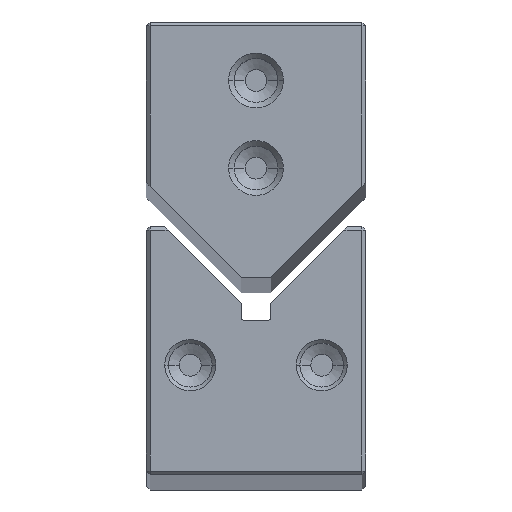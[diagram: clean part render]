
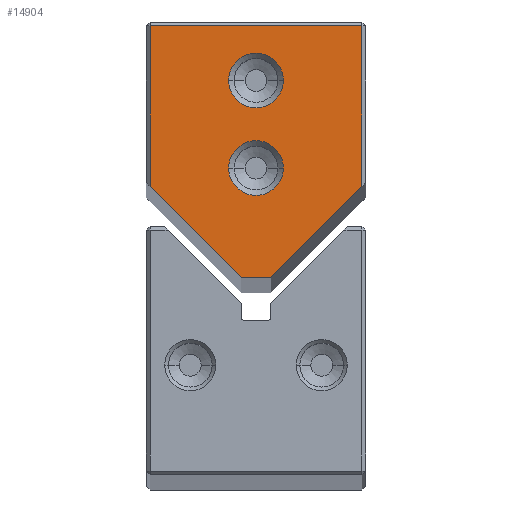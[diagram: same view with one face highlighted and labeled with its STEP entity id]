
A CAD part, top view. The second image highlights one B-rep face of the part: STEP entity #14904.
In plain terms, the highlighted planar face has unit normal (0, 0, 1).
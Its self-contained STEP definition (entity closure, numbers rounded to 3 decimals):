
#807 = CARTESIAN_POINT ( 'NONE',  ( -3.75, 54., 0. ) ) ;
#813 = CARTESIAN_POINT ( 'NONE',  ( 3.75, 54., 0. ) ) ;
#1415 = EDGE_CURVE ( 'NONE', #4299, #4304, #12011, .T. ) ;
#1782 = EDGE_LOOP ( 'NONE', ( #4365, #4366 ) ) ;
#2953 = VERTEX_POINT ( 'NONE', #18095 ) ;
#2954 = VERTEX_POINT ( 'NONE', #18096 ) ;
#2962 = VERTEX_POINT ( 'NONE', #18104 ) ;
#2963 = VERTEX_POINT ( 'NONE', #18105 ) ;
#2999 = VERTEX_POINT ( 'NONE', #18141 ) ;
#3009 = VERTEX_POINT ( 'NONE', #18151 ) ;
#4299 = VERTEX_POINT ( 'NONE', #18188 ) ;
#4304 = VERTEX_POINT ( 'NONE', #18193 ) ;
#4365 = ORIENTED_EDGE ( 'NONE', *, *, #1415, .T. ) ;
#4366 = ORIENTED_EDGE ( 'NONE', *, *, #12492, .T. ) ;
#4367 = ORIENTED_EDGE ( 'NONE', *, *, #11676, .T. ) ;
#4368 = ORIENTED_EDGE ( 'NONE', *, *, #12493, .T. ) ;
#4369 = ORIENTED_EDGE ( 'NONE', *, *, #12450, .T. ) ;
#4370 = ORIENTED_EDGE ( 'NONE', *, *, #12494, .T. ) ;
#4371 = ORIENTED_EDGE ( 'NONE', *, *, #12495, .T. ) ;
#4372 = ORIENTED_EDGE ( 'NONE', *, *, #14336, .T. ) ;
#4373 = ORIENTED_EDGE ( 'NONE', *, *, #12456, .T. ) ;
#4374 = ORIENTED_EDGE ( 'NONE', *, *, #12452, .T. ) ;
#4756 = AXIS2_PLACEMENT_3D ( 'NONE', #15237, #15238, #15239 ) ;
#5159 = AXIS2_PLACEMENT_3D ( 'NONE', #9728, #9729, #9730 ) ;
#7492 = DIRECTION ( 'NONE',  ( 0., 0., 1. ) ) ;
#7496 = CARTESIAN_POINT ( 'NONE',  ( 0., 25., 0. ) ) ;
#7497 = PLANE ( 'NONE',  #8995 ) ;
#7498 = DIRECTION ( 'NONE',  ( 1., 0., 0. ) ) ;
#7854 = CIRCLE ( 'NONE', #4756, 3.75 ) ;
#7962 = LINE ( 'NONE', #15489, #7965 ) ;
#7965 = VECTOR ( 'NONE', #15490, 1000. ) ;
#7966 = LINE ( 'NONE', #15492, #7969 ) ;
#7969 = VECTOR ( 'NONE', #15493, 1000. ) ;
#7974 = LINE ( 'NONE', #15499, #7977 ) ;
#7977 = VECTOR ( 'NONE', #15500, 1000. ) ;
#8023 = CIRCLE ( 'NONE', #8683, 3.75 ) ;
#8024 = CIRCLE ( 'NONE', #8684, 3.75 ) ;
#8025 = LINE ( 'NONE', #15595, #8027 ) ;
#8026 = LINE ( 'NONE', #15607, #8029 ) ;
#8027 = VECTOR ( 'NONE', #15596, 1000. ) ;
#8029 = VECTOR ( 'NONE', #15609, 1000. ) ;
#8683 = AXIS2_PLACEMENT_3D ( 'NONE', #15597, #15598, #15599 ) ;
#8684 = AXIS2_PLACEMENT_3D ( 'NONE', #15602, #15603, #15604 ) ;
#8995 = AXIS2_PLACEMENT_3D ( 'NONE', #7496, #7492, #7498 ) ;
#9728 = CARTESIAN_POINT ( 'NONE',  ( 0., 42., 0. ) ) ;
#9729 = DIRECTION ( 'NONE',  ( 0., 0., -1. ) ) ;
#9730 = DIRECTION ( 'NONE',  ( 1., 0., 0. ) ) ;
#10874 = FACE_OUTER_BOUND ( 'NONE', #14435, .T. ) ;
#10881 = FACE_BOUND ( 'NONE', #1782, .T. ) ;
#10883 = FACE_BOUND ( 'NONE', #14439, .T. ) ;
#11676 = EDGE_CURVE ( 'NONE', #13839, #13837, #7854, .T. ) ;
#12011 = CIRCLE ( 'NONE', #5159, 3.75 ) ;
#12450 = EDGE_CURVE ( 'NONE', #3009, #2953, #7962, .T. ) ;
#12452 = EDGE_CURVE ( 'NONE', #2999, #3009, #7966, .T. ) ;
#12456 = EDGE_CURVE ( 'NONE', #2963, #2999, #7974, .T. ) ;
#12492 = EDGE_CURVE ( 'NONE', #4304, #4299, #8023, .T. ) ;
#12493 = EDGE_CURVE ( 'NONE', #13837, #13839, #8024, .T. ) ;
#12494 = EDGE_CURVE ( 'NONE', #2953, #2962, #8025, .T. ) ;
#12495 = EDGE_CURVE ( 'NONE', #2962, #2954, #8026, .T. ) ;
#13837 = VERTEX_POINT ( 'NONE', #807 ) ;
#13839 = VERTEX_POINT ( 'NONE', #813 ) ;
#14336 = EDGE_CURVE ( 'NONE', #2954, #2963, #17207, .T. ) ;
#14435 = EDGE_LOOP ( 'NONE', ( #4369, #4370, #4371, #4372, #4373, #4374 ) ) ;
#14439 = EDGE_LOOP ( 'NONE', ( #4367, #4368 ) ) ;
#14904 = ADVANCED_FACE ( 'NONE', ( #10881, #10883, #10874 ), #7497, .T. ) ;
#15237 = CARTESIAN_POINT ( 'NONE',  ( 0., 54., 0. ) ) ;
#15238 = DIRECTION ( 'NONE',  ( 0., 0., -1. ) ) ;
#15239 = DIRECTION ( 'NONE',  ( 1., 0., 0. ) ) ;
#15489 = CARTESIAN_POINT ( 'NONE',  ( 2., 27., 0. ) ) ;
#15490 = DIRECTION ( 'NONE',  ( 0.707, 0.707, 0. ) ) ;
#15492 = CARTESIAN_POINT ( 'NONE',  ( -2., 27., 0. ) ) ;
#15493 = DIRECTION ( 'NONE',  ( 1., 0., 0. ) ) ;
#15499 = CARTESIAN_POINT ( 'NONE',  ( -2., 27., 0. ) ) ;
#15500 = DIRECTION ( 'NONE',  ( 0.707, -0.707, 0. ) ) ;
#15595 = CARTESIAN_POINT ( 'NONE',  ( 14.5, 25., 0. ) ) ;
#15596 = DIRECTION ( 'NONE',  ( 0., 1., 0. ) ) ;
#15597 = CARTESIAN_POINT ( 'NONE',  ( 0., 42., 0. ) ) ;
#15598 = DIRECTION ( 'NONE',  ( 0., 0., -1. ) ) ;
#15599 = DIRECTION ( 'NONE',  ( 1., 0., 0. ) ) ;
#15602 = CARTESIAN_POINT ( 'NONE',  ( 0., 54., 0. ) ) ;
#15603 = DIRECTION ( 'NONE',  ( 0., 0., -1. ) ) ;
#15604 = DIRECTION ( 'NONE',  ( 1., 0., 0. ) ) ;
#15607 = CARTESIAN_POINT ( 'NONE',  ( 0., 61.5, 0. ) ) ;
#15609 = DIRECTION ( 'NONE',  ( -1., 0., 0. ) ) ;
#16463 = CARTESIAN_POINT ( 'NONE',  ( -14.5, 25., 0. ) ) ;
#16464 = DIRECTION ( 'NONE',  ( 0., -1., 0. ) ) ;
#17207 = LINE ( 'NONE', #16463, #17210 ) ;
#17210 = VECTOR ( 'NONE', #16464, 1000. ) ;
#18095 = CARTESIAN_POINT ( 'NONE',  ( 14.5, 39.5, 0. ) ) ;
#18096 = CARTESIAN_POINT ( 'NONE',  ( -14.5, 61.5, 0. ) ) ;
#18104 = CARTESIAN_POINT ( 'NONE',  ( 14.5, 61.5, 0. ) ) ;
#18105 = CARTESIAN_POINT ( 'NONE',  ( -14.5, 39.5, 0. ) ) ;
#18141 = CARTESIAN_POINT ( 'NONE',  ( -2., 27., 0. ) ) ;
#18151 = CARTESIAN_POINT ( 'NONE',  ( 2., 27., 0. ) ) ;
#18188 = CARTESIAN_POINT ( 'NONE',  ( 3.75, 42., 0. ) ) ;
#18193 = CARTESIAN_POINT ( 'NONE',  ( -3.75, 42., 0. ) ) ;
